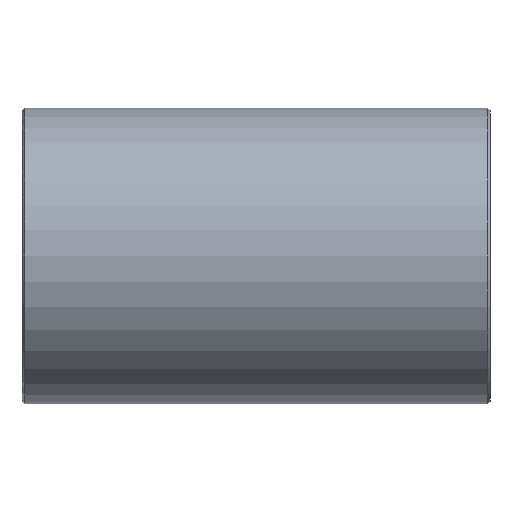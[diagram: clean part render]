
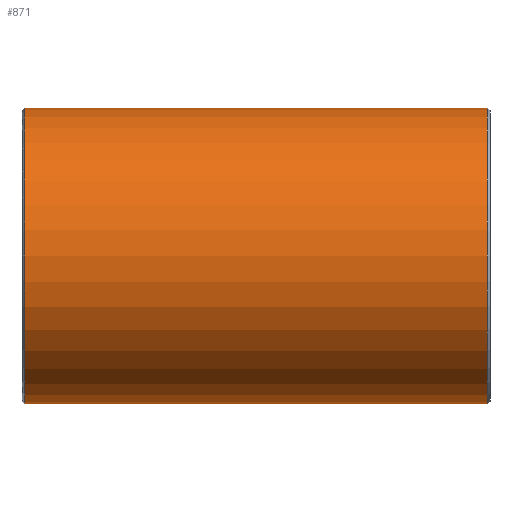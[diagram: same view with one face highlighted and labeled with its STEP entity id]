
A CAD part, front view. The second image highlights one B-rep face of the part: STEP entity #871.
In plain terms, the highlighted cylindrical face has radius 136.525 mm (diameter 273.05 mm), a partial arc.
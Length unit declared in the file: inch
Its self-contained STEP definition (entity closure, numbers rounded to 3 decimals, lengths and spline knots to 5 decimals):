
#28 = AXIS2_PLACEMENT_3D ( 'NONE', #900, #468, #409 ) ;
#67 = CARTESIAN_POINT ( 'NONE',  ( 8.39767, 0., 5.375 ) ) ;
#76 = LINE ( 'NONE', #358, #673 ) ;
#101 = ORIENTED_EDGE ( 'NONE', *, *, #821, .T. ) ;
#112 = CARTESIAN_POINT ( 'NONE',  ( 8.5, 0., 0. ) ) ;
#116 = VECTOR ( 'NONE', #145, 39.37008 ) ;
#130 = DIRECTION ( 'NONE',  ( -1., 0., 0. ) ) ;
#145 = DIRECTION ( 'NONE',  ( -1., 0., 0. ) ) ;
#156 = ORIENTED_EDGE ( 'NONE', *, *, #517, .T. ) ;
#270 = CARTESIAN_POINT ( 'NONE',  ( -8.39767, 0., 5.375 ) ) ;
#302 = CIRCLE ( 'NONE', #28, 5.375 ) ;
#321 = EDGE_CURVE ( 'NONE', #360, #459, #302, .T. ) ;
#331 = CYLINDRICAL_SURFACE ( 'NONE', #886, 5.375 ) ;
#358 = CARTESIAN_POINT ( 'NONE',  ( 8.5, 0., 5.375 ) ) ;
#360 = VERTEX_POINT ( 'NONE', #270 ) ;
#395 = CARTESIAN_POINT ( 'NONE',  ( 8.39767, 0., 0. ) ) ;
#403 = DIRECTION ( 'NONE',  ( -1., 0., 0. ) ) ;
#409 = DIRECTION ( 'NONE',  ( 0., 0., 1. ) ) ;
#419 = LINE ( 'NONE', #776, #116 ) ;
#422 = ORIENTED_EDGE ( 'NONE', *, *, #443, .F. ) ;
#423 = AXIS2_PLACEMENT_3D ( 'NONE', #395, #682, #756 ) ;
#443 = EDGE_CURVE ( 'NONE', #645, #459, #419, .T. ) ;
#459 = VERTEX_POINT ( 'NONE', #863 ) ;
#468 = DIRECTION ( 'NONE',  ( 1., 0., 0. ) ) ;
#517 = EDGE_CURVE ( 'NONE', #574, #360, #76, .T. ) ;
#547 = DIRECTION ( 'NONE',  ( 0., 0., 1. ) ) ;
#574 = VERTEX_POINT ( 'NONE', #67 ) ;
#577 = CARTESIAN_POINT ( 'NONE',  ( 8.39767, 0., -5.375 ) ) ;
#645 = VERTEX_POINT ( 'NONE', #577 ) ;
#673 = VECTOR ( 'NONE', #130, 39.37008 ) ;
#675 = CIRCLE ( 'NONE', #423, 5.375 ) ;
#682 = DIRECTION ( 'NONE',  ( -1., 0., 0. ) ) ;
#715 = ORIENTED_EDGE ( 'NONE', *, *, #321, .T. ) ;
#756 = DIRECTION ( 'NONE',  ( 0., 0., -1. ) ) ;
#776 = CARTESIAN_POINT ( 'NONE',  ( 8.5, 0., -5.375 ) ) ;
#819 = EDGE_LOOP ( 'NONE', ( #422, #101, #156, #715 ) ) ;
#821 = EDGE_CURVE ( 'NONE', #645, #574, #675, .T. ) ;
#863 = CARTESIAN_POINT ( 'NONE',  ( -8.39767, 0., -5.375 ) ) ;
#871 = ADVANCED_FACE ( 'NONE', ( #910 ), #331, .T. ) ;
#886 = AXIS2_PLACEMENT_3D ( 'NONE', #112, #403, #547 ) ;
#900 = CARTESIAN_POINT ( 'NONE',  ( -8.39767, 0., 0. ) ) ;
#910 = FACE_OUTER_BOUND ( 'NONE', #819, .T. ) ;
